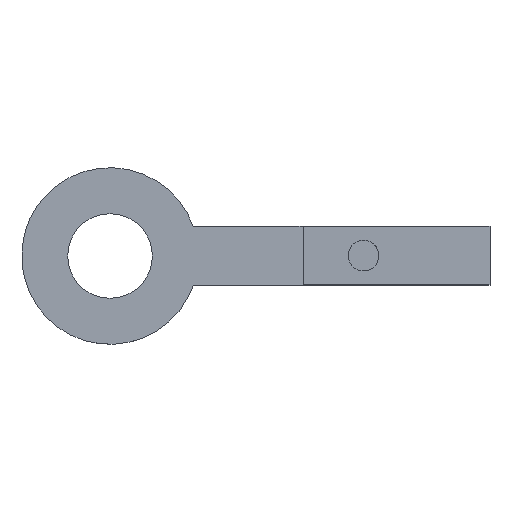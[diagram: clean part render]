
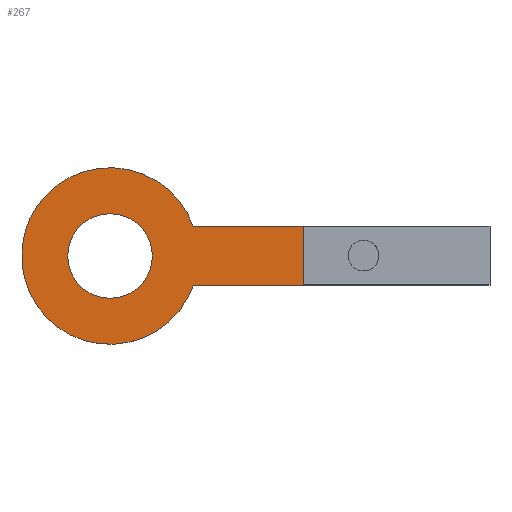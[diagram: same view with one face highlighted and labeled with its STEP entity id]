
A CAD part, top view. The second image highlights one B-rep face of the part: STEP entity #267.
In plain terms, the highlighted planar face has unit normal (0, 0, 1).
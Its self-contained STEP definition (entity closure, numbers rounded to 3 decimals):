
#17=FACE_BOUND('',#58,.T.);
#27=PLANE('',#305);
#41=FACE_OUTER_BOUND('',#57,.T.);
#57=EDGE_LOOP('',(#241,#242,#243,#244));
#58=EDGE_LOOP('',(#245));
#70=LINE('',#461,#92);
#80=LINE('',#485,#102);
#85=LINE('',#495,#107);
#92=VECTOR('',#338,10.);
#102=VECTOR('',#358,10.);
#107=VECTOR('',#367,10.);
#115=CIRCLE('',#297,5.5);
#118=CIRCLE('',#304,11.5);
#129=VERTEX_POINT('',#459);
#130=VERTEX_POINT('',#460);
#135=VERTEX_POINT('',#474);
#139=VERTEX_POINT('',#483);
#142=VERTEX_POINT('',#494);
#158=EDGE_CURVE('',#129,#130,#70,.T.);
#165=EDGE_CURVE('',#135,#135,#115,.T.);
#170=EDGE_CURVE('',#130,#139,#80,.T.);
#175=EDGE_CURVE('',#142,#129,#85,.T.);
#178=EDGE_CURVE('',#139,#142,#118,.T.);
#241=ORIENTED_EDGE('',*,*,#158,.T.);
#242=ORIENTED_EDGE('',*,*,#170,.T.);
#243=ORIENTED_EDGE('',*,*,#178,.T.);
#244=ORIENTED_EDGE('',*,*,#175,.T.);
#245=ORIENTED_EDGE('',*,*,#165,.T.);
#267=ADVANCED_FACE('',(#41,#17),#27,.T.);
#297=AXIS2_PLACEMENT_3D('',#475,#349,#350);
#304=AXIS2_PLACEMENT_3D('',#499,#373,#374);
#305=AXIS2_PLACEMENT_3D('',#500,#375,#376);
#338=DIRECTION('',(0.,1.,0.));
#349=DIRECTION('center_axis',(0.,0.,-1.));
#350=DIRECTION('ref_axis',(1.,0.,0.));
#358=DIRECTION('',(-1.,0.,0.));
#367=DIRECTION('',(1.,0.,0.));
#373=DIRECTION('center_axis',(0.,0.,1.));
#374=DIRECTION('ref_axis',(1.,0.,0.));
#375=DIRECTION('center_axis',(0.,0.,1.));
#376=DIRECTION('ref_axis',(1.,0.,0.));
#459=CARTESIAN_POINT('',(25.125,-3.779,2.));
#460=CARTESIAN_POINT('',(25.125,3.857,2.));
#461=CARTESIAN_POINT('',(25.125,1.928,2.));
#474=CARTESIAN_POINT('',(-5.5,0.,2.));
#475=CARTESIAN_POINT('Origin',(0.,0.,2.));
#483=CARTESIAN_POINT('',(10.834,3.857,2.));
#485=CARTESIAN_POINT('',(9.833,3.857,2.));
#494=CARTESIAN_POINT('',(10.861,-3.779,2.));
#495=CARTESIAN_POINT('',(49.468,-3.779,2.));
#499=CARTESIAN_POINT('Origin',(0.,0.,2.));
#500=CARTESIAN_POINT('Origin',(18.984,0.,2.));
